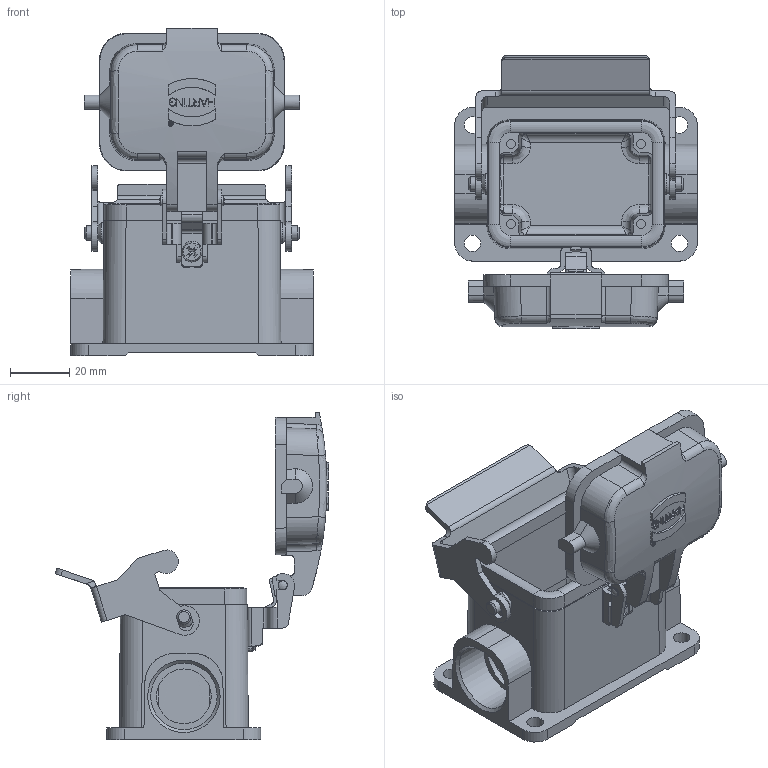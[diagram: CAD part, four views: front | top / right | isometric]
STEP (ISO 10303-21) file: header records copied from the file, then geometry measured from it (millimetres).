
FILE_DESCRIPTION((''),'2;1');
FILE_NAME('04300061256.stp','2020-07-07T15:21:12',('e.eickhoff'),(''),'Autodesk Inventor 2012','Autodesk Inventor 2012','');
FILE_SCHEMA(('AUTOMOTIVE_DESIGN { 1 0 10303 214 1 1 1 1 }'));
Length unit declared in the file: millimetre
Products named in the file (3): 04300061256; Metallbügel 1
Assembly tree (2 placements, depth 2):
  04300061256
    04300061256
    Metallbügel 1
Bounding box: 82 x 92.62 x 110.77 mm (x, y, z)
Volume: 78673.5 mm3; surface area: 50334.8 mm2
Topology: 3 solids, 3 shells, 647 faces, 1765 edges, 1143 vertices
Faces by surface type: plane 363, cylinder 196, bspline 50, cone 26, torus 10, sphere 2
Full cylindrical faces by diameter (mm): 1.52 x1, 1.68 x1, 3 x7, 4 x3, 4.8 x2, 5.6 x4, 7 x3, 18.5 x1, 21.2 x1, 22.5 x1
Entity records: 22351 total; most frequent: CARTESIAN_POINT 5919, ORIENTED_EDGE 3376, DIRECTION 3275, EDGE_CURVE 1688, AXIS2_PLACEMENT_3D 1114, VERTEX_POINT 1114, VECTOR 1047, LINE 1047
